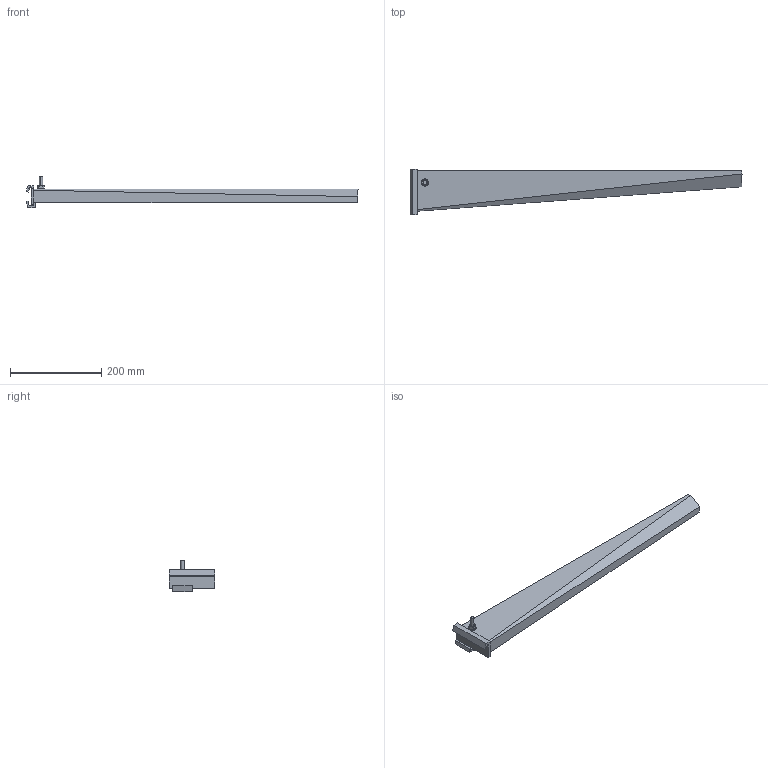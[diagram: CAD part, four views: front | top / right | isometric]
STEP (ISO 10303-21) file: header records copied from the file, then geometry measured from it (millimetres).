
FILE_DESCRIPTION (( 'STEP AP214' ), '1' );
FILE_NAME ('6419418.stp', '2020-09-22T06:26:34', ( '' ), ( '' ), 'SwSTEP 2.0', 'SolidWorks 2020', '' );
FILE_SCHEMA (( 'AUTOMOTIVE_DESIGN' ));
Length unit declared in the file: millimetre
Products named in the file (7): plain washer grade a_din_Washer DIN 125 - A 8.4; 109489_Klemmlasche; hex nut style 1 gradeab_din_Hexagon Nut ISO 4032 - M8 - D - C; 6419418; 106683_5 x 100 x 41 ; 140492_Formteil AW-AS 30-710; KTS 14.002-029_M8x35
Assembly tree (6 placements, depth 2):
  6419418
    140492_Formteil AW-AS 30-710
    106683_5 x 100 x 41 
    109489_Klemmlasche
    KTS 14.002-029_M8x35
    plain washer grade a_din_Washer DIN 125 - A 8.4
    hex nut style 1 gradeab_din_Hexagon Nut ISO 4032 - M8 - D - C
Bounding box: 726.61 x 100 x 68 mm (x, y, z)
Volume: 270565.7 mm3; surface area: 180517.3 mm2
Topology: 6 solids, 6 shells, 154 faces, 399 edges, 258 vertices
Faces by surface type: plane 91, cylinder 40, cone 16, bspline 5, sphere 2
Entity records: 5185 total; most frequent: CARTESIAN_POINT 1109, ORIENTED_EDGE 798, DIRECTION 763, EDGE_CURVE 399, AXIS2_PLACEMENT_3D 258, VERTEX_POINT 258, LINE 247, VECTOR 247
